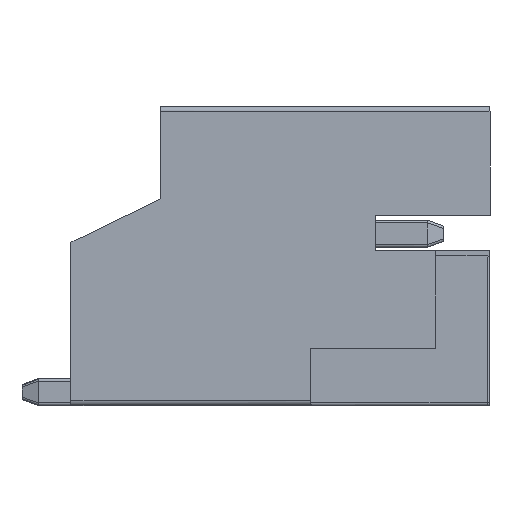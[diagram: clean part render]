
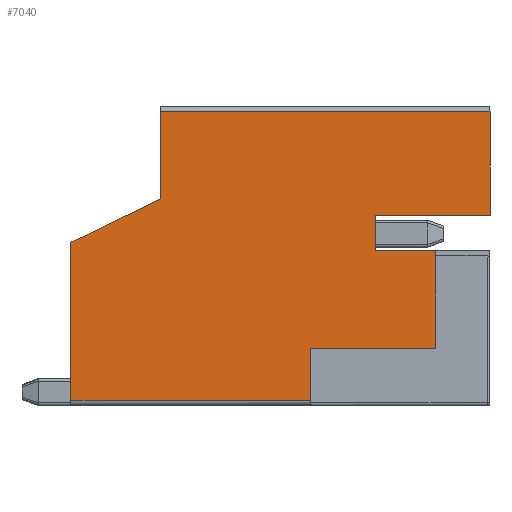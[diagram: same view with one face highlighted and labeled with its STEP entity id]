
A CAD part, left-side view. The second image highlights one B-rep face of the part: STEP entity #7040.
In plain terms, the highlighted planar face has unit normal (-1, 0, 0).
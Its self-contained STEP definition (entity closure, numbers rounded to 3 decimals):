
#130 = B_SPLINE_CURVE_WITH_KNOTS ( 'NONE', 1,
 ( #4513, #16127 ),
 .UNSPECIFIED., .F., .F.,
 ( 2, 2 ),
 ( 0., 0.95 ),
 .UNSPECIFIED. ) ;
#431 = EDGE_CURVE ( 'NONE', #3671, #17578, #3544, .T. ) ;
#690 = EDGE_CURVE ( 'NONE', #15340, #15503, #3383, .T. ) ;
#709 = PLANE ( 'NONE',  #13853 ) ;
#727 = CARTESIAN_POINT ( 'NONE',  ( -8., -0.65, 1.1 ) ) ;
#1064 = CARTESIAN_POINT ( 'NONE',  ( -8., -1.65, 5.45 ) ) ;
#1501 = B_SPLINE_CURVE_WITH_KNOTS ( 'NONE', 1,
 ( #9949, #17736 ),
 .UNSPECIFIED., .F., .F.,
 ( 2, 2 ),
 ( 0., 1.9 ),
 .UNSPECIFIED. ) ;
#1587 = CARTESIAN_POINT ( 'NONE',  ( -8., 0.45, 3.55 ) ) ;
#1744 = EDGE_CURVE ( 'NONE', #9347, #8882, #5684, .T. ) ;
#1747 = CARTESIAN_POINT ( 'NONE',  ( -8., 4.4, 5.45 ) ) ;
#2002 = CARTESIAN_POINT ( 'NONE',  ( -8., 6.05, 0.15 ) ) ;
#2057 = CARTESIAN_POINT ( 'NONE',  ( -8., 6.05, 3.05 ) ) ;
#2152 = CARTESIAN_POINT ( 'NONE',  ( -8., 6.05, 0.15 ) ) ;
#2344 = CARTESIAN_POINT ( 'NONE',  ( -8., 4.4, 3.85 ) ) ;
#3009 = ORIENTED_EDGE ( 'NONE', *, *, #1744, .F. ) ;
#3383 = B_SPLINE_CURVE_WITH_KNOTS ( 'NONE', 1,
 ( #1747, #16488 ),
 .UNSPECIFIED., .F., .F.,
 ( 2, 2 ),
 ( 0., 6.05 ),
 .UNSPECIFIED. ) ;
#3408 = CARTESIAN_POINT ( 'NONE',  ( -8., 0.45, 3.55 ) ) ;
#3477 = VERTEX_POINT ( 'NONE', #9985 ) ;
#3540 = CARTESIAN_POINT ( 'NONE',  ( -8., 4.4, 5.45 ) ) ;
#3544 = B_SPLINE_CURVE_WITH_KNOTS ( 'NONE', 1,
 ( #2344, #2057 ),
 .UNSPECIFIED., .F., .F.,
 ( 2, 2 ),
 ( 0., 1.834 ),
 .UNSPECIFIED. ) ;
#3575 = EDGE_CURVE ( 'NONE', #8882, #18380, #16131, .T. ) ;
#3671 = VERTEX_POINT ( 'NONE', #17587 ) ;
#3988 = EDGE_CURVE ( 'NONE', #16778, #3477, #130, .T. ) ;
#4121 = ORIENTED_EDGE ( 'NONE', *, *, #10352, .T. ) ;
#4353 = EDGE_CURVE ( 'NONE', #15340, #3671, #7047, .T. ) ;
#4513 = CARTESIAN_POINT ( 'NONE',  ( -8., 1.65, 1.1 ) ) ;
#4770 = CARTESIAN_POINT ( 'NONE',  ( -8., 0.45, 2.9 ) ) ;
#4890 = CARTESIAN_POINT ( 'NONE',  ( -8., 1.65, 1.1 ) ) ;
#4915 = EDGE_CURVE ( 'NONE', #12761, #18380, #16509, .T. ) ;
#5021 = FACE_OUTER_BOUND ( 'NONE', #18095, .T. ) ;
#5205 = CARTESIAN_POINT ( 'NONE',  ( -8., -2.42, 5.98 ) ) ;
#5327 = CARTESIAN_POINT ( 'NONE',  ( -8., 6.05, 3.05 ) ) ;
#5347 = EDGE_CURVE ( 'NONE', #12761, #17304, #11980, .T. ) ;
#5421 = CARTESIAN_POINT ( 'NONE',  ( -8., 0.45, 2.9 ) ) ;
#5684 = B_SPLINE_CURVE_WITH_KNOTS ( 'NONE', 1,
 ( #15607, #3408 ),
 .UNSPECIFIED., .F., .F.,
 ( 2, 2 ),
 ( 0., 2.1 ),
 .UNSPECIFIED. ) ;
#5886 = ORIENTED_EDGE ( 'NONE', *, *, #12772, .F. ) ;
#7040 = ADVANCED_FACE ( 'NONE', ( #5021 ), #709, .T. ) ;
#7047 = B_SPLINE_CURVE_WITH_KNOTS ( 'NONE', 1,
 ( #11389, #9941 ),
 .UNSPECIFIED., .F., .F.,
 ( 2, 2 ),
 ( 0., 1.6 ),
 .UNSPECIFIED. ) ;
#7286 = ORIENTED_EDGE ( 'NONE', *, *, #15734, .F. ) ;
#7937 = B_SPLINE_CURVE_WITH_KNOTS ( 'NONE', 1,
 ( #18511, #4890 ),
 .UNSPECIFIED., .F., .F.,
 ( 2, 2 ),
 ( 0., 2.3 ),
 .UNSPECIFIED. ) ;
#7952 = CARTESIAN_POINT ( 'NONE',  ( -8., -0.65, 2.9 ) ) ;
#7971 = ORIENTED_EDGE ( 'NONE', *, *, #5347, .F. ) ;
#8019 = CARTESIAN_POINT ( 'NONE',  ( -8., 0.45, 2.9 ) ) ;
#8552 = ORIENTED_EDGE ( 'NONE', *, *, #3575, .F. ) ;
#8882 = VERTEX_POINT ( 'NONE', #1587 ) ;
#9347 = VERTEX_POINT ( 'NONE', #12518 ) ;
#9941 = CARTESIAN_POINT ( 'NONE',  ( -8., 4.4, 3.85 ) ) ;
#9949 = CARTESIAN_POINT ( 'NONE',  ( -8., -1.65, 3.55 ) ) ;
#9985 = CARTESIAN_POINT ( 'NONE',  ( -8., 1.65, 0.15 ) ) ;
#10313 = B_SPLINE_CURVE_WITH_KNOTS ( 'NONE', 1,
 ( #13880, #2152 ),
 .UNSPECIFIED., .F., .F.,
 ( 2, 2 ),
 ( 0., 4.4 ),
 .UNSPECIFIED. ) ;
#10352 = EDGE_CURVE ( 'NONE', #9347, #15503, #1501, .T. ) ;
#11309 = CARTESIAN_POINT ( 'NONE',  ( -8., 6.05, 0.15 ) ) ;
#11389 = CARTESIAN_POINT ( 'NONE',  ( -8., 4.4, 5.45 ) ) ;
#11980 = B_SPLINE_CURVE_WITH_KNOTS ( 'NONE', 1,
 ( #7952, #15596 ),
 .UNSPECIFIED., .F., .F.,
 ( 2, 2 ),
 ( 0., 1.8 ),
 .UNSPECIFIED. ) ;
#12518 = CARTESIAN_POINT ( 'NONE',  ( -8., -1.65, 3.55 ) ) ;
#12664 = DIRECTION ( 'NONE',  ( 0., 0., 1. ) ) ;
#12761 = VERTEX_POINT ( 'NONE', #18655 ) ;
#12772 = EDGE_CURVE ( 'NONE', #17823, #17578, #13917, .T. ) ;
#13314 = ORIENTED_EDGE ( 'NONE', *, *, #431, .T. ) ;
#13618 = CARTESIAN_POINT ( 'NONE',  ( -8., 6.05, 3.05 ) ) ;
#13853 = AXIS2_PLACEMENT_3D ( 'NONE', #5205, #15542, #12664 ) ;
#13880 = CARTESIAN_POINT ( 'NONE',  ( -8., 1.65, 0.15 ) ) ;
#13917 = B_SPLINE_CURVE_WITH_KNOTS ( 'NONE', 1,
 ( #2002, #5327 ),
 .UNSPECIFIED., .F., .F.,
 ( 2, 2 ),
 ( 0., 2.9 ),
 .UNSPECIFIED. ) ;
#14875 = ORIENTED_EDGE ( 'NONE', *, *, #3988, .F. ) ;
#14916 = CARTESIAN_POINT ( 'NONE',  ( -8., -0.65, 2.9 ) ) ;
#15032 = ORIENTED_EDGE ( 'NONE', *, *, #4353, .T. ) ;
#15340 = VERTEX_POINT ( 'NONE', #3540 ) ;
#15503 = VERTEX_POINT ( 'NONE', #1064 ) ;
#15542 = DIRECTION ( 'NONE',  ( -1., 0., 0. ) ) ;
#15543 = ORIENTED_EDGE ( 'NONE', *, *, #19062, .F. ) ;
#15596 = CARTESIAN_POINT ( 'NONE',  ( -8., -0.65, 1.1 ) ) ;
#15607 = CARTESIAN_POINT ( 'NONE',  ( -8., -1.65, 3.55 ) ) ;
#15734 = EDGE_CURVE ( 'NONE', #17304, #16778, #7937, .T. ) ;
#16127 = CARTESIAN_POINT ( 'NONE',  ( -8., 1.65, 0.15 ) ) ;
#16131 = B_SPLINE_CURVE_WITH_KNOTS ( 'NONE', 1,
 ( #18662, #5421 ),
 .UNSPECIFIED., .F., .F.,
 ( 2, 2 ),
 ( 0., 0.65 ),
 .UNSPECIFIED. ) ;
#16356 = ORIENTED_EDGE ( 'NONE', *, *, #4915, .T. ) ;
#16488 = CARTESIAN_POINT ( 'NONE',  ( -8., -1.65, 5.45 ) ) ;
#16509 = B_SPLINE_CURVE_WITH_KNOTS ( 'NONE', 1,
 ( #14916, #4770 ),
 .UNSPECIFIED., .F., .F.,
 ( 2, 2 ),
 ( 0., 1.1 ),
 .UNSPECIFIED. ) ;
#16778 = VERTEX_POINT ( 'NONE', #17706 ) ;
#17304 = VERTEX_POINT ( 'NONE', #727 ) ;
#17519 = ORIENTED_EDGE ( 'NONE', *, *, #690, .F. ) ;
#17578 = VERTEX_POINT ( 'NONE', #13618 ) ;
#17587 = CARTESIAN_POINT ( 'NONE',  ( -8., 4.4, 3.85 ) ) ;
#17706 = CARTESIAN_POINT ( 'NONE',  ( -8., 1.65, 1.1 ) ) ;
#17736 = CARTESIAN_POINT ( 'NONE',  ( -8., -1.65, 5.45 ) ) ;
#17823 = VERTEX_POINT ( 'NONE', #11309 ) ;
#18095 = EDGE_LOOP ( 'NONE', ( #15543, #14875, #7286, #7971, #16356, #8552, #3009, #4121, #17519, #15032, #13314, #5886 ) ) ;
#18380 = VERTEX_POINT ( 'NONE', #8019 ) ;
#18511 = CARTESIAN_POINT ( 'NONE',  ( -8., -0.65, 1.1 ) ) ;
#18655 = CARTESIAN_POINT ( 'NONE',  ( -8., -0.65, 2.9 ) ) ;
#18662 = CARTESIAN_POINT ( 'NONE',  ( -8., 0.45, 3.55 ) ) ;
#19062 = EDGE_CURVE ( 'NONE', #3477, #17823, #10313, .T. ) ;
